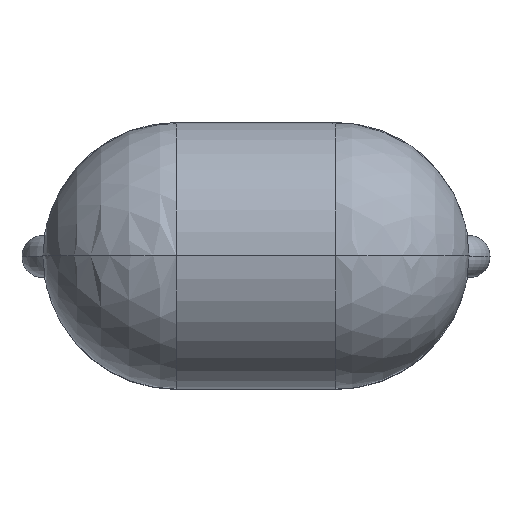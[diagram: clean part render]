
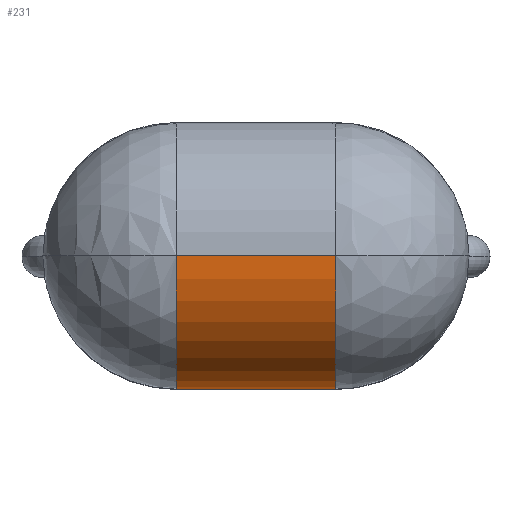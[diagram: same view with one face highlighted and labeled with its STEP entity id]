
A CAD part, top view. The second image highlights one B-rep face of the part: STEP entity #231.
In plain terms, the highlighted cylindrical face has radius 1.59 mm (diameter 3.18 mm), a partial arc.
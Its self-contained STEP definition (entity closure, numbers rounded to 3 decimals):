
#190=CARTESIAN_POINT('',(-0.95,0.,5.01));
#191=DIRECTION('',(1.0,0.,0.0));
#192=DIRECTION('',(0.0,0.0,1.0));
#193=AXIS2_PLACEMENT_3D('',#190,#191,#192);
#194=CYLINDRICAL_SURFACE('',#193,1.59);
#195=CARTESIAN_POINT('',(-0.95,0.,6.6));
#196=VERTEX_POINT('',#195);
#197=CARTESIAN_POINT('',(0.95,0.,6.6));
#198=VERTEX_POINT('',#197);
#199=CARTESIAN_POINT('',(-0.95,0.,6.6));
#200=DIRECTION('',(1.0,0.0,0.0));
#201=VECTOR('',#200,1.9);
#202=LINE('',#199,#201);
#203=EDGE_CURVE('',#196,#198,#202,.T.);
#204=ORIENTED_EDGE('',*,*,#203,.F.);
#205=CARTESIAN_POINT('',(-0.95,-1.59,5.01));
#206=VERTEX_POINT('',#205);
#207=CARTESIAN_POINT('',(-0.95,0.,5.01));
#208=DIRECTION('',(1.0,0.0,0.0));
#209=DIRECTION('',(0.0,0.0,1.0));
#210=AXIS2_PLACEMENT_3D('',#207,#208,#209);
#211=CIRCLE('',#210,1.59);
#212=EDGE_CURVE('',#196,#206,#211,.T.);
#213=ORIENTED_EDGE('',*,*,#212,.T.);
#214=CARTESIAN_POINT('',(0.95,-1.59,5.01));
#215=VERTEX_POINT('',#214);
#216=CARTESIAN_POINT('',(-0.95,-1.59,5.01));
#217=DIRECTION('',(1.0,0.0,0.0));
#218=VECTOR('',#217,1.9);
#219=LINE('',#216,#218);
#220=EDGE_CURVE('',#206,#215,#219,.T.);
#221=ORIENTED_EDGE('',*,*,#220,.T.);
#222=CARTESIAN_POINT('',(0.95,0.,5.01));
#223=DIRECTION('',(-1.0,0.0,0.0));
#224=DIRECTION('',(0.0,0.0,1.0));
#225=AXIS2_PLACEMENT_3D('',#222,#223,#224);
#226=CIRCLE('',#225,1.59);
#227=EDGE_CURVE('',#215,#198,#226,.T.);
#228=ORIENTED_EDGE('',*,*,#227,.T.);
#229=EDGE_LOOP('',(#204,#213,#221,#228));
#230=FACE_OUTER_BOUND('',#229,.T.);
#231=ADVANCED_FACE('',(#230),#194,.T.);
